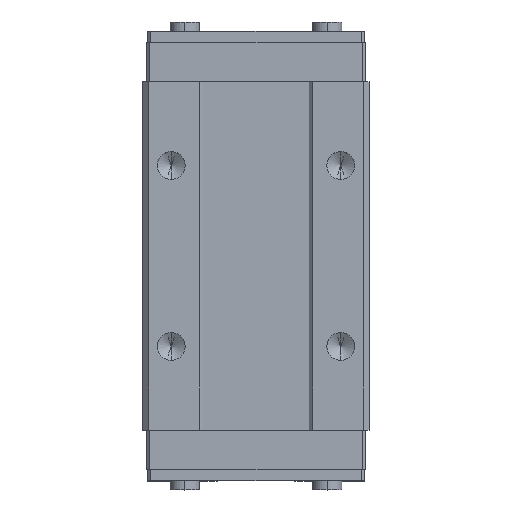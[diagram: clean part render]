
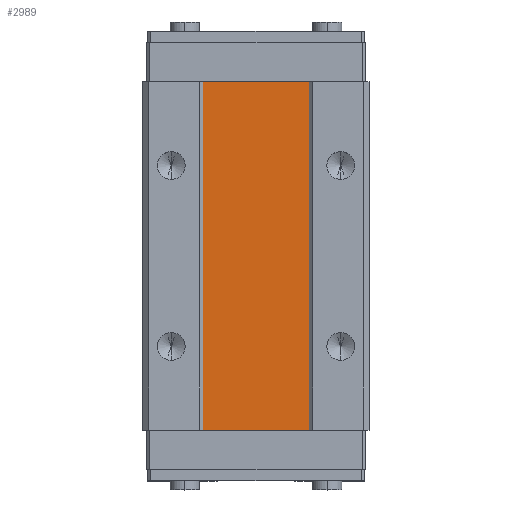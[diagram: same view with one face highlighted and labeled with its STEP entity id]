
A CAD part, top view. The second image highlights one B-rep face of the part: STEP entity #2989.
In plain terms, the highlighted planar face has unit normal (0, 0, 1).
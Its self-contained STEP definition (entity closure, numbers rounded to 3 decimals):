
#29 = EDGE_CURVE ( 'NONE', #2018, #1651, #2133, .T. ) ;
#74 = FACE_OUTER_BOUND ( 'NONE', #3791, .T. ) ;
#468 = EDGE_CURVE ( 'NONE', #3902, #3478, #4372, .T. ) ;
#516 = DIRECTION ( 'NONE',  ( 1., 0., 0. ) ) ;
#618 = CARTESIAN_POINT ( 'NONE',  ( -4.7, -15.4, 9.7 ) ) ;
#717 = EDGE_CURVE ( 'NONE', #3902, #2018, #1719, .T. ) ;
#755 = EDGE_CURVE ( 'NONE', #3478, #1651, #3848, .T. ) ;
#786 = DIRECTION ( 'NONE',  ( 1., 0., 0. ) ) ;
#875 = CARTESIAN_POINT ( 'NONE',  ( -4.7, 15.4, 9.7 ) ) ;
#905 = VECTOR ( 'NONE', #516, 1000. ) ;
#1073 = ORIENTED_EDGE ( 'NONE', *, *, #29, .T. ) ;
#1332 = CARTESIAN_POINT ( 'NONE',  ( -4.7, -15.4, 9.7 ) ) ;
#1385 = CARTESIAN_POINT ( 'NONE',  ( 4.7, 15.4, 9.7 ) ) ;
#1389 = DIRECTION ( 'NONE',  ( 0., 1., 0. ) ) ;
#1483 = ORIENTED_EDGE ( 'NONE', *, *, #468, .F. ) ;
#1495 = ORIENTED_EDGE ( 'NONE', *, *, #717, .T. ) ;
#1651 = VERTEX_POINT ( 'NONE', #1385 ) ;
#1719 = LINE ( 'NONE', #3114, #905 ) ;
#1903 = DIRECTION ( 'NONE',  ( 0., 0., 1. ) ) ;
#2018 = VERTEX_POINT ( 'NONE', #4342 ) ;
#2133 = LINE ( 'NONE', #2534, #2411 ) ;
#2411 = VECTOR ( 'NONE', #1389, 1000. ) ;
#2534 = CARTESIAN_POINT ( 'NONE',  ( 4.7, -15.4, 9.7 ) ) ;
#2573 = ORIENTED_EDGE ( 'NONE', *, *, #755, .F. ) ;
#2740 = CARTESIAN_POINT ( 'NONE',  ( 4.7, -15.4, 9.7 ) ) ;
#2741 = CARTESIAN_POINT ( 'NONE',  ( 4.7, 15.4, 9.7 ) ) ;
#2905 = DIRECTION ( 'NONE',  ( 1., 0., 0. ) ) ;
#2937 = DIRECTION ( 'NONE',  ( 0., 1., 0. ) ) ;
#2989 = ADVANCED_FACE ( 'NONE', ( #74 ), #4884, .T. ) ;
#3114 = CARTESIAN_POINT ( 'NONE',  ( 4.7, -15.4, 9.7 ) ) ;
#3251 = AXIS2_PLACEMENT_3D ( 'NONE', #2740, #1903, #786 ) ;
#3478 = VERTEX_POINT ( 'NONE', #875 ) ;
#3791 = EDGE_LOOP ( 'NONE', ( #2573, #1483, #1495, #1073 ) ) ;
#3848 = LINE ( 'NONE', #2741, #4462 ) ;
#3902 = VERTEX_POINT ( 'NONE', #1332 ) ;
#4342 = CARTESIAN_POINT ( 'NONE',  ( 4.7, -15.4, 9.7 ) ) ;
#4372 = LINE ( 'NONE', #618, #4692 ) ;
#4462 = VECTOR ( 'NONE', #2905, 1000. ) ;
#4692 = VECTOR ( 'NONE', #2937, 1000. ) ;
#4884 = PLANE ( 'NONE',  #3251 ) ;
